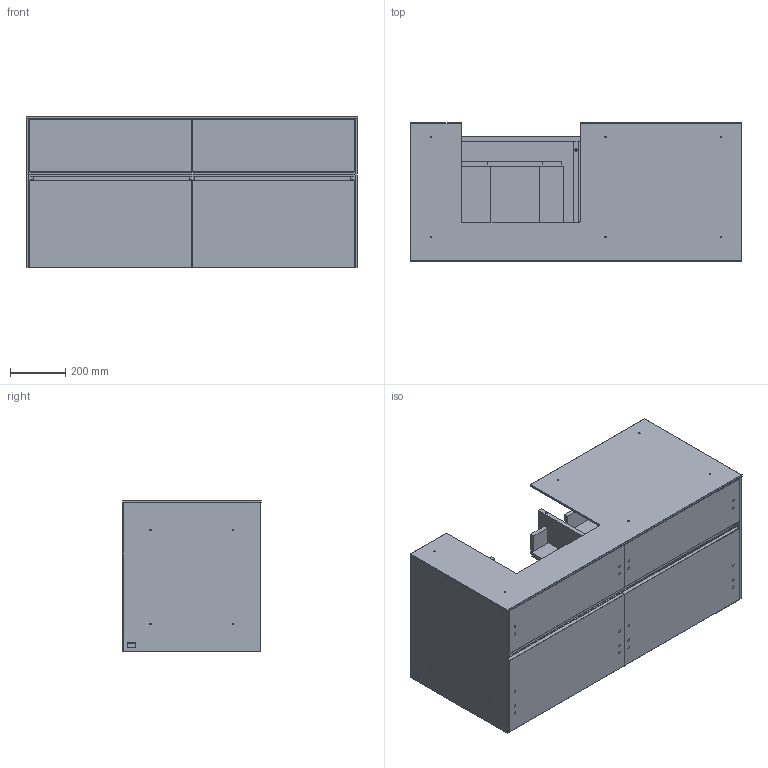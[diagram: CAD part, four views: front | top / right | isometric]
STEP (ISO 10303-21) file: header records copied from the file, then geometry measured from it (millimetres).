
FILE_DESCRIPTION((' '),'2;1');
FILE_NAME('C072B0.stp','2022-04-21T13:30:13',(' '),(' '),' ','ACIS',' ');
FILE_SCHEMA(('CONFIG_CONTROL_DESIGN'));
Length unit declared in the file: millimetre
Products named in the file (30): C072B0.stp; Körper1; Körper2; Körper3; Körper4; Körper5; Körper6; Körper7; Körper8; Körper9; Körper10; Körper11; Körper12; Körper13; Körper14; Körper15; Körper16; Körper17; Körper18; Körper19; Körper20; Körper21; Körper22; Körper23; Körper24; Körper25; Körper26; Körper27; Körper28; Körper29
Assembly tree (29 placements, depth 2):
  C072B0.stp
    Körper1
    Körper2
    Körper3
    Körper4
    Körper5
    Körper6
    Körper7
    Körper8
    Körper9
    Körper10
    Körper11
    Körper12
    Körper13
    Körper14
    Körper15
    Körper16
    Körper17
    Körper18
    Körper19
    Körper20
    Körper21
    Körper22
    Körper23
    Körper24
    Körper25
    Körper26
    Körper27
    Körper28
    Körper29
Bounding box: 1200 x 500 x 548 mm (x, y, z)
Volume: 58190185.7 mm3; surface area: 9382079 mm2
Topology: 29 solids, 29 shells, 1001 faces, 2072 edges, 1365 vertices
Faces by surface type: plane 644, cylinder 353, sphere 4
Full cylindrical faces by diameter (mm): 3 x76, 5 x48, 8 x65, 8.02 x47, 10 x24
Entity records: 29140 total; most frequent: DIRECTION 4585, CARTESIAN_POINT 4127, ORIENTED_EDGE 3510, AXIS2_PLACEMENT_3D 1770, EDGE_CURVE 1755, EDGE_LOOP 1547, VERTEX_POINT 1312, VECTOR 1045
